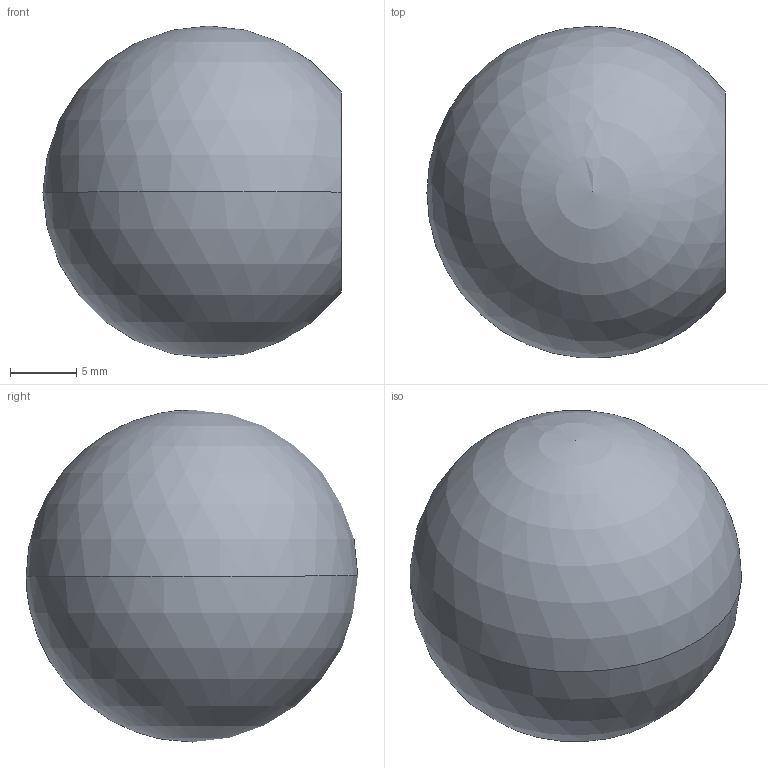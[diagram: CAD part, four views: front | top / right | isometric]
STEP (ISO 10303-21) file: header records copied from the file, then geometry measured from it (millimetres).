
FILE_DESCRIPTION (( 'STEP AP203' ), '1' );
FILE_NAME ('A_0221-2514.STEP', '2021-05-18T08:17:57', ( '' ), ( '' ), 'SwSTEP 2.0', 'SolidWorks 2019', '' );
FILE_SCHEMA (( 'CONFIG_CONTROL_DESIGN' ));
Length unit declared in the file: millimetre
Products named in the file (1): A_0221-2514
Bounding box: 22.45 x 24.96 x 25 mm (x, y, z)
Volume: 5467.6 mm3; surface area: 2589.8 mm2
Topology: 1 solids, 1 shells, 9 faces, 23 edges, 13 vertices
Faces by surface type: cone 4, sphere 2, cylinder 2, plane 1
Entity records: 301 total; most frequent: DIRECTION 46, CARTESIAN_POINT 36, ORIENTED_EDGE 32, AXIS2_PLACEMENT_3D 20, EDGE_CURVE 16, VERTEX_POINT 10, CIRCLE 10, EDGE_LOOP 10
